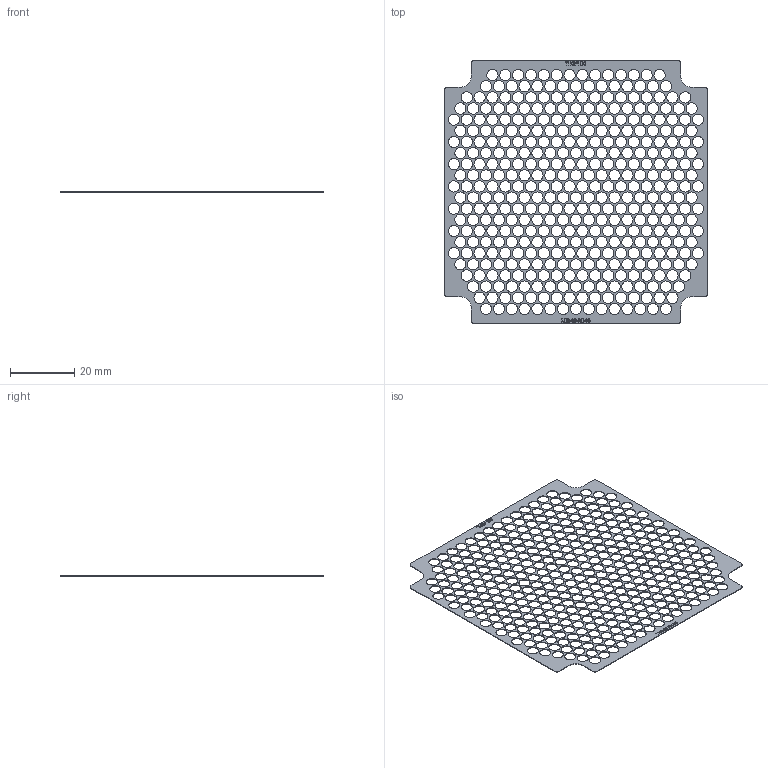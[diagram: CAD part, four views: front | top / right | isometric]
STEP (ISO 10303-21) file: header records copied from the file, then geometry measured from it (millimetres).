
FILE_DESCRIPTION (( 'STEP AP214' ), '1' );
FILE_NAME ('LEB-80-RE-35.STEP', '2013-05-16T10:31:31', ( '' ), ( '' ), 'SwSTEP 2.0', 'SolidWorks 2013', '' );
FILE_SCHEMA (( 'AUTOMOTIVE_DESIGN' ));
Length unit declared in the file: millimetre
Products named in the file (1): LEB-80-RE-35
Bounding box: 82 x 82 x 0.2 mm (x, y, z)
Volume: 511 mm3; surface area: 6065.5 mm2
Topology: 1 solids, 1 shells, 766 faces, 2211 edges, 1474 vertices
Faces by surface type: cylinder 417, bspline 186, plane 163
Full cylindrical faces by diameter (mm): 3.5 x405
Entity records: 26194 total; most frequent: CARTESIAN_POINT 6465, ORIENTED_EDGE 3612, DIRECTION 3430, EDGE_LOOP 2008, EDGE_CURVE 1806, VERTEX_POINT 1474, AXIS2_PLACEMENT_3D 1415, FACE_OUTER_BOUND 1171
